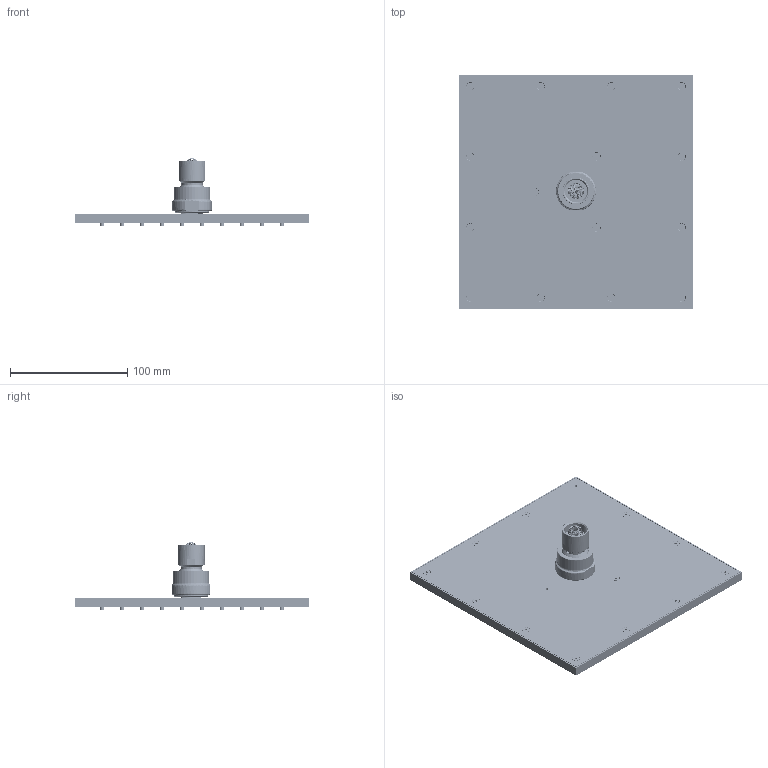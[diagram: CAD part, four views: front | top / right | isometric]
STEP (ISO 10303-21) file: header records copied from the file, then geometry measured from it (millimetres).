
FILE_DESCRIPTION(/* description */ (''),/* implementation_level */ '2;1');
FILE_NAME(/* name */ '8f2ee466-5152-466e-86c5-d2f92ccbc725.stp',/* time_stamp */ '2020-06-30T08:42:49+00:00',/* author */ (''),/* organization */ (''),/* preprocessor_version */ 'ST-DEVELOPER v18.1',/* originating_system */ 'Autodesk Translation Framework v9.3.0.1241',/* authorisation */ '');
FILE_SCHEMA (('AUTOMOTIVE_DESIGN { 1 0 10303 214 3 1 1 }'));
Products named in the file (1): !WG220CR
Bounding box: 200 x 200 x 57.69 mm (x, y, z)
Volume: 188644.4 mm3; surface area: 278957 mm2
Topology: 41 solids, 41 shells, 3629 faces, 11334 edges, 7136 vertices
Faces by surface type: torus 1269, cylinder 748, bspline 721, plane 584, cone 302, sphere 5
Full cylindrical faces by diameter (mm): 0.7 x15, 1.2 x6, 1.3 x100, 2 x104, 2.5 x15, 3 x15, 3.3 x3, 3.5 x100, 4 x2, 4.2 x100, 5 x15, 6 x15, 6.5 x15, 7 x15, 8 x1, 9.15 x1, 10 x2, 10.2 x1, 11 x1, 11.3 x1, 12.3 x1, 12.5 x3, 12.6 x1, 12.7 x2, 13 x1, 13.7 x2, 14 x2, 15.9 x1, 18 x1, 18.8 x3
Entity records: 255120 total; most frequent: CARTESIAN_POINT 161047, ORIENTED_EDGE 22628, DIRECTION 16286, EDGE_CURVE 11314, AXIS2_PLACEMENT_3D 7242, VERTEX_POINT 7136, B_SPLINE_CURVE_WITH_KNOTS 5162, EDGE_LOOP 4477
